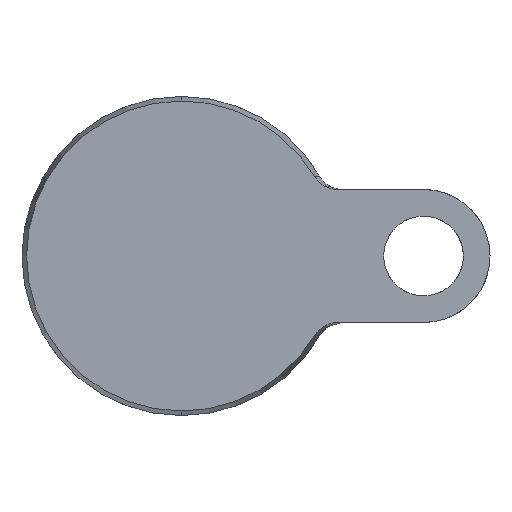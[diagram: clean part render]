
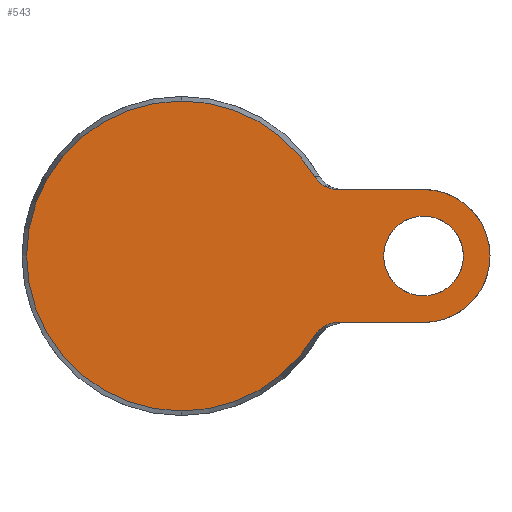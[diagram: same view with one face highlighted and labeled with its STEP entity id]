
A CAD part, front view. The second image highlights one B-rep face of the part: STEP entity #543.
In plain terms, the highlighted planar face has unit normal (0, -1, 0).
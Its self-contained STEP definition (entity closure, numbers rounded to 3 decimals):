
#10 = EDGE_CURVE ( 'NONE', #1310, #1048, #13, .T. ) ;
#13 = CIRCLE ( 'NONE', #641, 29.143 ) ;
#36 = VECTOR ( 'NONE', #496, 1000. ) ;
#37 = DIRECTION ( 'NONE',  ( 0., 1., 0. ) ) ;
#56 = CARTESIAN_POINT ( 'NONE',  ( 25.977, 0., -13.784 ) ) ;
#87 = CARTESIAN_POINT ( 'NONE',  ( 45.5, 0., 7.5 ) ) ;
#98 = AXIS2_PLACEMENT_3D ( 'NONE', #414, #421, #321 ) ;
#111 = CARTESIAN_POINT ( 'NONE',  ( 28.503, 0., -12.556 ) ) ;
#133 = CARTESIAN_POINT ( 'NONE',  ( 25.011, 0., 14.959 ) ) ;
#163 = VECTOR ( 'NONE', #989, 1000. ) ;
#172 = VERTEX_POINT ( 'NONE', #87 ) ;
#191 = AXIS2_PLACEMENT_3D ( 'NONE', #962, #37, #640 ) ;
#223 = DIRECTION ( 'NONE',  ( 0., 1., 0. ) ) ;
#236 = CIRCLE ( 'NONE', #528, 29.143 ) ;
#252 = CARTESIAN_POINT ( 'NONE',  ( 0., 0., 0. ) ) ;
#256 = DIRECTION ( 'NONE',  ( 0., 0., -1. ) ) ;
#264 = CARTESIAN_POINT ( 'NONE',  ( 25.011, 0., -14.959 ) ) ;
#265 = PLANE ( 'NONE',  #748 ) ;
#290 = EDGE_CURVE ( 'NONE', #172, #1317, #1106, .T. ) ;
#296 = ORIENTED_EDGE ( 'NONE', *, *, #865, .T. ) ;
#303 = DIRECTION ( 'NONE',  ( 0., 0., 1. ) ) ;
#321 = DIRECTION ( 'NONE',  ( 0., 0., -1. ) ) ;
#332 = ORIENTED_EDGE ( 'NONE', *, *, #971, .F. ) ;
#342 = CARTESIAN_POINT ( 'NONE',  ( 45.5, 0., 12.5 ) ) ;
#348 = CARTESIAN_POINT ( 'NONE',  ( 28.933, 0., 12.5 ) ) ;
#409 = CARTESIAN_POINT ( 'NONE',  ( 26.497, 0., -13.379 ) ) ;
#414 = CARTESIAN_POINT ( 'NONE',  ( 45.5, 0., 0. ) ) ;
#415 = ORIENTED_EDGE ( 'NONE', *, *, #10, .T. ) ;
#421 = DIRECTION ( 'NONE',  ( 0., 1., 0. ) ) ;
#430 = CARTESIAN_POINT ( 'NONE',  ( 0., 0., 29.143 ) ) ;
#438 = DIRECTION ( 'NONE',  ( 0., 0., -1. ) ) ;
#441 = CIRCLE ( 'NONE', #98, 12.5 ) ;
#445 = CARTESIAN_POINT ( 'NONE',  ( -29.143, 0., 0. ) ) ;
#450 = CIRCLE ( 'NONE', #619, 29.143 ) ;
#480 = ORIENTED_EDGE ( 'NONE', *, *, #1153, .F. ) ;
#488 = EDGE_CURVE ( 'NONE', #736, #1310, #236, .T. ) ;
#493 = ORIENTED_EDGE ( 'NONE', *, *, #1055, .T. ) ;
#496 = DIRECTION ( 'NONE',  ( 1., 0., 0. ) ) ;
#515 = CARTESIAN_POINT ( 'NONE',  ( 29.374, 0., -12.5 ) ) ;
#528 = AXIS2_PLACEMENT_3D ( 'NONE', #1253, #976, #438 ) ;
#535 = FACE_BOUND ( 'NONE', #1232, .T. ) ;
#539 = CARTESIAN_POINT ( 'NONE',  ( 25.976, 0., 13.785 ) ) ;
#543 = ADVANCED_FACE ( 'NONE', ( #1273, #535 ), #265, .F. ) ;
#550 = CARTESIAN_POINT ( 'NONE',  ( 27.869, 0., 12.721 ) ) ;
#568 = CARTESIAN_POINT ( 'NONE',  ( 25.237, 0., -14.58 ) ) ;
#585 = EDGE_CURVE ( 'NONE', #953, #854, #1288, .T. ) ;
#586 = B_SPLINE_CURVE_WITH_KNOTS ( 'NONE', 3,
 ( #754, #348, #970, #550, #964, #862, #1265, #1260, #1149, #760, #539, #1162, #769, #133 ),
 .UNSPECIFIED., .F., .F.,
 ( 4, 2, 2, 2, 2, 2, 4 ),
 ( 0., 0.001, 0.002, 0.003, 0.003, 0.004, 0.005 ),
 .UNSPECIFIED. ) ;
#619 = AXIS2_PLACEMENT_3D ( 'NONE', #252, #662, #957 ) ;
#620 = CARTESIAN_POINT ( 'NONE',  ( 27.255, 0., -12.953 ) ) ;
#625 = CARTESIAN_POINT ( 'NONE',  ( 26.146, 0., -13.64 ) ) ;
#640 = DIRECTION ( 'NONE',  ( 0., 0., 1. ) ) ;
#641 = AXIS2_PLACEMENT_3D ( 'NONE', #765, #873, #256 ) ;
#644 = CARTESIAN_POINT ( 'NONE',  ( 45.5, 0., 0. ) ) ;
#662 = DIRECTION ( 'NONE',  ( 0., -1., 0. ) ) ;
#685 = CARTESIAN_POINT ( 'NONE',  ( 15., 0., 12.5 ) ) ;
#701 = VERTEX_POINT ( 'NONE', #921 ) ;
#703 = CARTESIAN_POINT ( 'NONE',  ( 15., 0., -12.5 ) ) ;
#707 = CARTESIAN_POINT ( 'NONE',  ( 27.662, 0., -12.789 ) ) ;
#736 = VERTEX_POINT ( 'NONE', #430 ) ;
#745 = AXIS2_PLACEMENT_3D ( 'NONE', #644, #223, #303 ) ;
#748 = AXIS2_PLACEMENT_3D ( 'NONE', #445, #1052, #952 ) ;
#753 = ORIENTED_EDGE ( 'NONE', *, *, #290, .T. ) ;
#754 = CARTESIAN_POINT ( 'NONE',  ( 29.374, 0., 12.5 ) ) ;
#756 = B_SPLINE_CURVE_WITH_KNOTS ( 'NONE', 3,
 ( #264, #568, #982, #56, #625, #409, #1035, #620, #707, #1024, #111, #834, #515 ),
 .UNSPECIFIED., .F., .F.,
 ( 4, 2, 2, 1, 2, 2, 4 ),
 ( 0., 0.001, 0.002, 0.003, 0.003, 0.004, 0.005 ),
 .UNSPECIFIED. ) ;
#760 = CARTESIAN_POINT ( 'NONE',  ( 26.144, 0., 13.642 ) ) ;
#765 = CARTESIAN_POINT ( 'NONE',  ( 0., 0., 0. ) ) ;
#769 = CARTESIAN_POINT ( 'NONE',  ( 25.237, 0., 14.58 ) ) ;
#804 = CARTESIAN_POINT ( 'NONE',  ( 29.374, 0., -12.5 ) ) ;
#828 = EDGE_LOOP ( 'NONE', ( #1315, #1040, #296, #1141, #415, #493, #332, #480 ) ) ;
#834 = CARTESIAN_POINT ( 'NONE',  ( 28.933, 0., -12.5 ) ) ;
#854 = VERTEX_POINT ( 'NONE', #342 ) ;
#860 = CARTESIAN_POINT ( 'NONE',  ( 0., 0., -29.143 ) ) ;
#862 = CARTESIAN_POINT ( 'NONE',  ( 27.253, 0., 12.954 ) ) ;
#863 = EDGE_CURVE ( 'NONE', #953, #701, #586, .T. ) ;
#865 = EDGE_CURVE ( 'NONE', #701, #736, #450, .T. ) ;
#873 = DIRECTION ( 'NONE',  ( 0., -1., 0. ) ) ;
#883 = CARTESIAN_POINT ( 'NONE',  ( 29.374, 0., 12.5 ) ) ;
#921 = CARTESIAN_POINT ( 'NONE',  ( 25.011, 0., 14.959 ) ) ;
#948 = VERTEX_POINT ( 'NONE', #804 ) ;
#952 = DIRECTION ( 'NONE',  ( 0., 0., 1. ) ) ;
#953 = VERTEX_POINT ( 'NONE', #883 ) ;
#957 = DIRECTION ( 'NONE',  ( 0., 0., -1. ) ) ;
#962 = CARTESIAN_POINT ( 'NONE',  ( 45.5, 0., 0. ) ) ;
#964 = CARTESIAN_POINT ( 'NONE',  ( 27.659, 0., 12.79 ) ) ;
#970 = CARTESIAN_POINT ( 'NONE',  ( 28.502, 0., 12.556 ) ) ;
#971 = EDGE_CURVE ( 'NONE', #1066, #948, #1304, .T. ) ;
#976 = DIRECTION ( 'NONE',  ( 0., -1., 0. ) ) ;
#982 = CARTESIAN_POINT ( 'NONE',  ( 25.508, 0., -14.24 ) ) ;
#989 = DIRECTION ( 'NONE',  ( -1., 0., 0. ) ) ;
#1024 = CARTESIAN_POINT ( 'NONE',  ( 27.871, 0., -12.72 ) ) ;
#1035 = CARTESIAN_POINT ( 'NONE',  ( 26.862, 0., -13.142 ) ) ;
#1040 = ORIENTED_EDGE ( 'NONE', *, *, #863, .T. ) ;
#1048 = VERTEX_POINT ( 'NONE', #1175 ) ;
#1052 = DIRECTION ( 'NONE',  ( 0., 1., 0. ) ) ;
#1055 = EDGE_CURVE ( 'NONE', #1048, #948, #756, .T. ) ;
#1066 = VERTEX_POINT ( 'NONE', #1235 ) ;
#1106 = CIRCLE ( 'NONE', #745, 7.5 ) ;
#1141 = ORIENTED_EDGE ( 'NONE', *, *, #488, .T. ) ;
#1149 = CARTESIAN_POINT ( 'NONE',  ( 26.495, 0., 13.38 ) ) ;
#1153 = EDGE_CURVE ( 'NONE', #854, #1066, #441, .T. ) ;
#1162 = CARTESIAN_POINT ( 'NONE',  ( 25.507, 0., 14.24 ) ) ;
#1175 = CARTESIAN_POINT ( 'NONE',  ( 25.011, 0., -14.959 ) ) ;
#1198 = ORIENTED_EDGE ( 'NONE', *, *, #1301, .T. ) ;
#1225 = CIRCLE ( 'NONE', #191, 7.5 ) ;
#1232 = EDGE_LOOP ( 'NONE', ( #1198, #753 ) ) ;
#1235 = CARTESIAN_POINT ( 'NONE',  ( 45.5, 0., -12.5 ) ) ;
#1253 = CARTESIAN_POINT ( 'NONE',  ( 0., 0., 0. ) ) ;
#1260 = CARTESIAN_POINT ( 'NONE',  ( 26.678, 0., 13.261 ) ) ;
#1263 = CARTESIAN_POINT ( 'NONE',  ( 45.5, 0., -7.5 ) ) ;
#1265 = CARTESIAN_POINT ( 'NONE',  ( 27.057, 0., 13.048 ) ) ;
#1273 = FACE_OUTER_BOUND ( 'NONE', #828, .T. ) ;
#1288 = LINE ( 'NONE', #685, #36 ) ;
#1301 = EDGE_CURVE ( 'NONE', #1317, #172, #1225, .T. ) ;
#1304 = LINE ( 'NONE', #703, #163 ) ;
#1310 = VERTEX_POINT ( 'NONE', #860 ) ;
#1315 = ORIENTED_EDGE ( 'NONE', *, *, #585, .F. ) ;
#1317 = VERTEX_POINT ( 'NONE', #1263 ) ;
